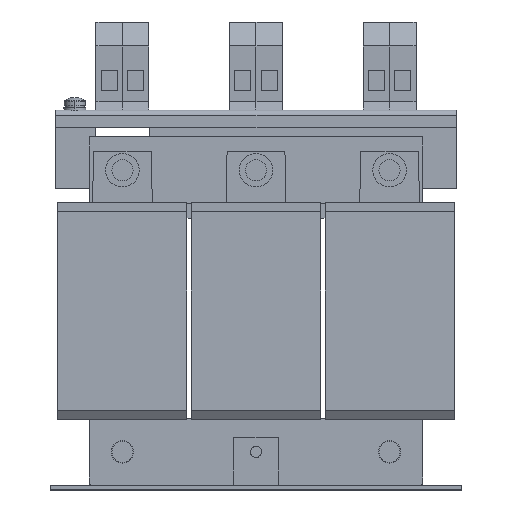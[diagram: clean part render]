
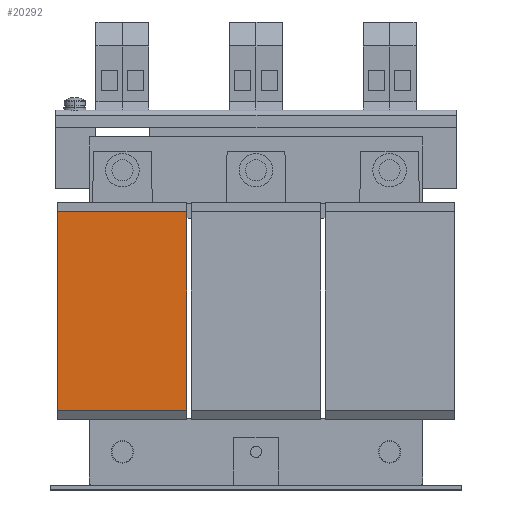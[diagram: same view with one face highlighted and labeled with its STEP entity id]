
A CAD part, top view. The second image highlights one B-rep face of the part: STEP entity #20292.
In plain terms, the highlighted planar face has unit normal (0, 0, 1).
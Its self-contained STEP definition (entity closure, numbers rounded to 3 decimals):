
#283 = LINE ( 'NONE', #4711, #17899 ) ;
#1725 = CARTESIAN_POINT ( 'NONE',  ( -31., -44.5, 33.45 ) ) ;
#3172 = LINE ( 'NONE', #6309, #14933 ) ;
#3316 = EDGE_LOOP ( 'NONE', ( #5421, #4190, #17202, #5621 ) ) ;
#3395 = LINE ( 'NONE', #10659, #22075 ) ;
#4139 = VERTEX_POINT ( 'NONE', #5900 ) ;
#4190 = ORIENTED_EDGE ( 'NONE', *, *, #5594, .F. ) ;
#4711 = CARTESIAN_POINT ( 'NONE',  ( -89., -44.5, 33.45 ) ) ;
#5011 = DIRECTION ( 'NONE',  ( -1., 0., 0. ) ) ;
#5398 = EDGE_CURVE ( 'NONE', #4139, #18185, #283, .T. ) ;
#5421 = ORIENTED_EDGE ( 'NONE', *, *, #5398, .T. ) ;
#5477 = DIRECTION ( 'NONE',  ( -1., 0., 0. ) ) ;
#5594 = EDGE_CURVE ( 'NONE', #6045, #18185, #11249, .T. ) ;
#5621 = ORIENTED_EDGE ( 'NONE', *, *, #10867, .T. ) ;
#5900 = CARTESIAN_POINT ( 'NONE',  ( -89., 44.5, 33.45 ) ) ;
#6045 = VERTEX_POINT ( 'NONE', #21762 ) ;
#6309 = CARTESIAN_POINT ( 'NONE',  ( -31., -44.5, 33.45 ) ) ;
#6610 = DIRECTION ( 'NONE',  ( 0., 0., -1. ) ) ;
#6659 = VERTEX_POINT ( 'NONE', #15836 ) ;
#8258 = CARTESIAN_POINT ( 'NONE',  ( -31., -44.5, 33.45 ) ) ;
#10659 = CARTESIAN_POINT ( 'NONE',  ( -31., 44.5, 33.45 ) ) ;
#10867 = EDGE_CURVE ( 'NONE', #6659, #4139, #3395, .T. ) ;
#11249 = LINE ( 'NONE', #1725, #15524 ) ;
#11535 = PLANE ( 'NONE',  #16093 ) ;
#13546 = DIRECTION ( 'NONE',  ( 0., 1., 0. ) ) ;
#14903 = DIRECTION ( 'NONE',  ( 0., -1., 0. ) ) ;
#14933 = VECTOR ( 'NONE', #14903, 1000. ) ;
#15524 = VECTOR ( 'NONE', #5011, 1000. ) ;
#15836 = CARTESIAN_POINT ( 'NONE',  ( -31., 44.5, 33.45 ) ) ;
#15876 = CARTESIAN_POINT ( 'NONE',  ( -89., -44.5, 33.45 ) ) ;
#16093 = AXIS2_PLACEMENT_3D ( 'NONE', #8258, #6610, #13546 ) ;
#17202 = ORIENTED_EDGE ( 'NONE', *, *, #18483, .F. ) ;
#17899 = VECTOR ( 'NONE', #18280, 1000. ) ;
#18185 = VERTEX_POINT ( 'NONE', #15876 ) ;
#18280 = DIRECTION ( 'NONE',  ( 0., -1., 0. ) ) ;
#18483 = EDGE_CURVE ( 'NONE', #6659, #6045, #3172, .T. ) ;
#18971 = FACE_OUTER_BOUND ( 'NONE', #3316, .T. ) ;
#20292 = ADVANCED_FACE ( 'NONE', ( #18971 ), #11535, .F. ) ;
#21762 = CARTESIAN_POINT ( 'NONE',  ( -31., -44.5, 33.45 ) ) ;
#22075 = VECTOR ( 'NONE', #5477, 1000. ) ;
